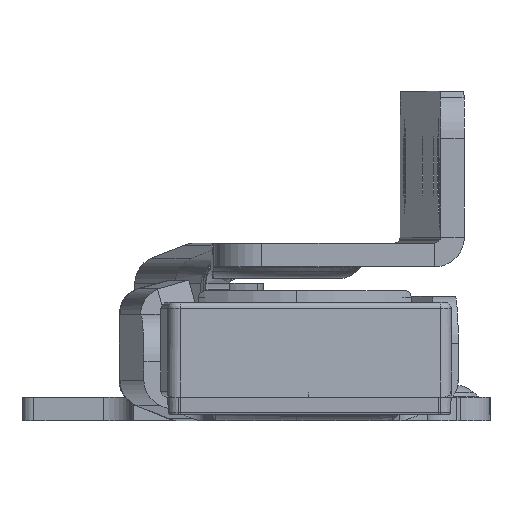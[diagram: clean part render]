
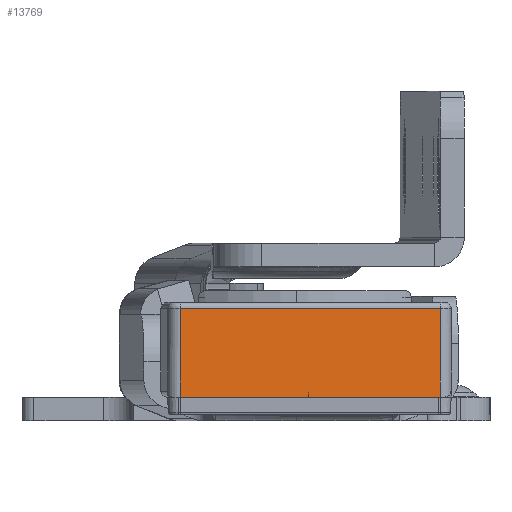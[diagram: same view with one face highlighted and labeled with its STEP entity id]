
A CAD part, left-side view. The second image highlights one B-rep face of the part: STEP entity #13769.
In plain terms, the highlighted face is planar.
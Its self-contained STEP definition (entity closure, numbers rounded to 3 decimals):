
#602 = LINE ( 'NONE', #8564, #11733 ) ;
#658 = VERTEX_POINT ( 'NONE', #9554 ) ;
#937 = DIRECTION ( 'NONE',  ( 0., 0., -1. ) ) ;
#1012 = LINE ( 'NONE', #6784, #4001 ) ;
#1327 = EDGE_CURVE ( 'NONE', #658, #13834, #10116, .T. ) ;
#1998 = DIRECTION ( 'NONE',  ( 0., -1., 0. ) ) ;
#2175 = CARTESIAN_POINT ( 'NONE',  ( 10., 11., 8. ) ) ;
#2261 = ORIENTED_EDGE ( 'NONE', *, *, #3927, .T. ) ;
#3927 = EDGE_CURVE ( 'NONE', #13834, #13812, #602, .T. ) ;
#4001 = VECTOR ( 'NONE', #5642, 1000. ) ;
#4576 = EDGE_CURVE ( 'NONE', #14935, #13812, #1012, .T. ) ;
#5610 = FACE_OUTER_BOUND ( 'NONE', #6357, .T. ) ;
#5642 = DIRECTION ( 'NONE',  ( 0., 0., -1. ) ) ;
#5914 = CARTESIAN_POINT ( 'NONE',  ( 10., -11., 0.5 ) ) ;
#5995 = EDGE_CURVE ( 'NONE', #14935, #658, #13690, .T. ) ;
#6357 = EDGE_LOOP ( 'NONE', ( #10832, #2261, #13321, #6374 ) ) ;
#6374 = ORIENTED_EDGE ( 'NONE', *, *, #5995, .T. ) ;
#6479 = CARTESIAN_POINT ( 'NONE',  ( 10., -11., 8. ) ) ;
#6784 = CARTESIAN_POINT ( 'NONE',  ( 10., 11., 8. ) ) ;
#7793 = CARTESIAN_POINT ( 'NONE',  ( 10., 11., 8. ) ) ;
#7924 = VECTOR ( 'NONE', #1998, 1000. ) ;
#8564 = CARTESIAN_POINT ( 'NONE',  ( 10., 11., 0.5 ) ) ;
#9554 = CARTESIAN_POINT ( 'NONE',  ( 10., -11., 8. ) ) ;
#9996 = DIRECTION ( 'NONE',  ( 0., 1., 0. ) ) ;
#10116 = LINE ( 'NONE', #6479, #10715 ) ;
#10166 = CARTESIAN_POINT ( 'NONE',  ( 10., 11., 8. ) ) ;
#10236 = DIRECTION ( 'NONE',  ( 1., 0., 0. ) ) ;
#10715 = VECTOR ( 'NONE', #937, 1000. ) ;
#10832 = ORIENTED_EDGE ( 'NONE', *, *, #1327, .T. ) ;
#11733 = VECTOR ( 'NONE', #9996, 1000. ) ;
#12313 = AXIS2_PLACEMENT_3D ( 'NONE', #10166, #10236, #14830 ) ;
#13321 = ORIENTED_EDGE ( 'NONE', *, *, #4576, .F. ) ;
#13690 = LINE ( 'NONE', #7793, #7924 ) ;
#13769 = ADVANCED_FACE ( 'NONE', ( #5610 ), #13779, .T. ) ;
#13779 = PLANE ( 'NONE',  #12313 ) ;
#13812 = VERTEX_POINT ( 'NONE', #14148 ) ;
#13834 = VERTEX_POINT ( 'NONE', #5914 ) ;
#14148 = CARTESIAN_POINT ( 'NONE',  ( 10., 11., 0.5 ) ) ;
#14830 = DIRECTION ( 'NONE',  ( 0., 0., -1. ) ) ;
#14935 = VERTEX_POINT ( 'NONE', #2175 ) ;
